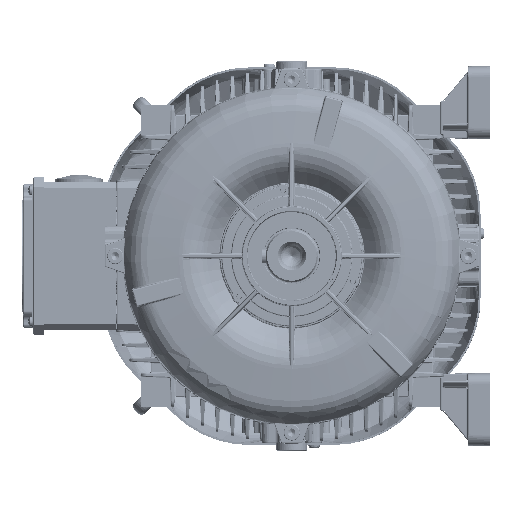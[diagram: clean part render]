
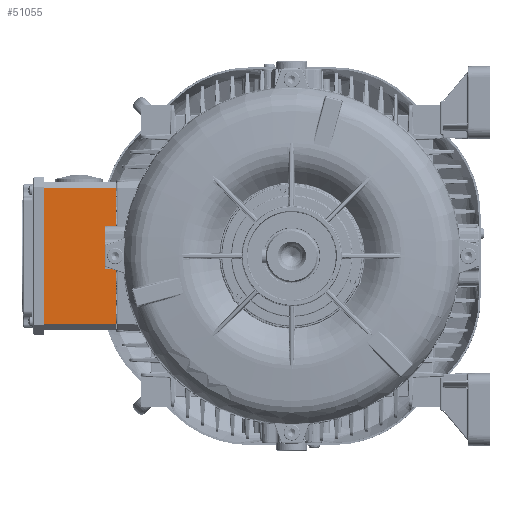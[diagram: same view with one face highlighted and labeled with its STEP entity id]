
A CAD part, left-side view. The second image highlights one B-rep face of the part: STEP entity #51055.
In plain terms, the highlighted planar face has unit normal (-1, 0, 0).
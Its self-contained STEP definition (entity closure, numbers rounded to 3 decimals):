
#20050=FACE_OUTER_BOUND('',#62773,.T.);
#29729=LINE('',#321796,#40281);
#29755=LINE('',#321852,#40307);
#29757=LINE('',#321856,#40309);
#29758=LINE('',#321858,#40310);
#40281=VECTOR('',#211406,1.);
#40307=VECTOR('',#211454,1.);
#40309=VECTOR('',#211458,1.);
#40310=VECTOR('',#211459,1.);
#51055=ADVANCED_FACE('',(#20050),#54908,.T.);
#54908=PLANE('',#172813);
#62773=EDGE_LOOP('',(#95659,#95660,#95661,#95662));
#95659=ORIENTED_EDGE('',*,*,#144437,.T.);
#95660=ORIENTED_EDGE('',*,*,#144407,.T.);
#95661=ORIENTED_EDGE('',*,*,#144435,.F.);
#95662=ORIENTED_EDGE('',*,*,#144438,.T.);
#119945=VERTEX_POINT('',#321795);
#119946=VERTEX_POINT('',#321797);
#119965=VERTEX_POINT('',#321853);
#119966=VERTEX_POINT('',#321857);
#144407=EDGE_CURVE('',#119946,#119945,#29729,.T.);
#144435=EDGE_CURVE('',#119965,#119945,#29755,.T.);
#144437=EDGE_CURVE('',#119966,#119946,#29757,.T.);
#144438=EDGE_CURVE('',#119965,#119966,#29758,.T.);
#172813=AXIS2_PLACEMENT_3D('',#321859,#211460,#211461);
#211406=DIRECTION('',(0.,0.,-1.));
#211454=DIRECTION('',(0.,1.,0.));
#211458=DIRECTION('',(0.,1.,0.));
#211459=DIRECTION('',(0.,0.,1.));
#211460=DIRECTION('',(-1.,0.,0.));
#211461=DIRECTION('',(0.,0.,1.));
#321795=CARTESIAN_POINT('',(28.,316.75,-55.));
#321796=CARTESIAN_POINT('',(28.,316.75,55.));
#321797=CARTESIAN_POINT('',(28.,316.75,55.));
#321852=CARTESIAN_POINT('',(28.,260.75,-55.));
#321853=CARTESIAN_POINT('',(28.,258.75,-55.));
#321856=CARTESIAN_POINT('',(28.,260.75,55.));
#321857=CARTESIAN_POINT('',(28.,258.75,55.));
#321858=CARTESIAN_POINT('',(28.,258.75,55.));
#321859=CARTESIAN_POINT('',(28.,260.75,-55.));
